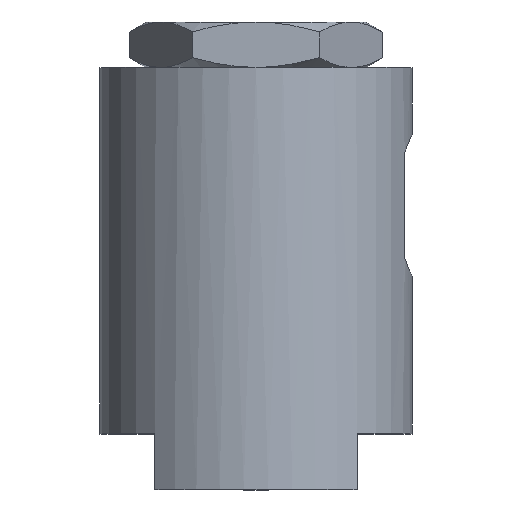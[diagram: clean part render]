
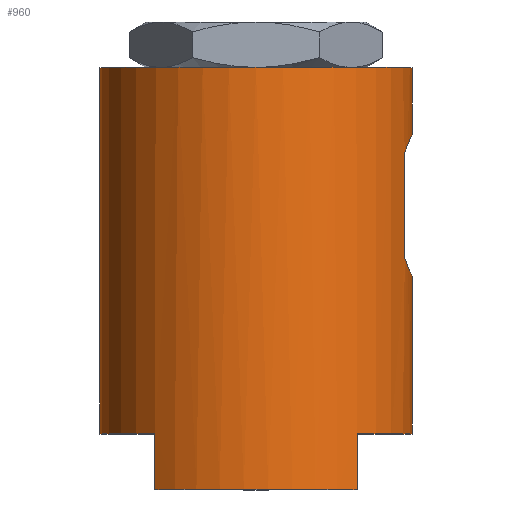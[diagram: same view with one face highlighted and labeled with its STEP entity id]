
A CAD part, top view. The second image highlights one B-rep face of the part: STEP entity #960.
In plain terms, the highlighted cylindrical face has radius 27.051 mm (diameter 54.102 mm), a partial arc.
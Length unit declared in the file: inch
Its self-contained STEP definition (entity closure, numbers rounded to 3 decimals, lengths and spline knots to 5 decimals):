
#125=CARTESIAN_POINT('',(0.,0.,0.));
#126=DIRECTION('',(0.,1.,0.));
#127=DIRECTION('',(-0.648,0.,0.762));
#128=AXIS2_PLACEMENT_3D('',#125,#126,#127);
#140=DIRECTION('',(0.,1.,0.));
#141=VECTOR('',#140,0.38);
#142=CARTESIAN_POINT('',(0.69,0.,0.81125));
#143=LINE('',#142,#141);
#148=CARTESIAN_POINT('',(1.065,1.455,0.));
#149=CARTESIAN_POINT('',(1.065,1.455,0.01486));
#150=CARTESIAN_POINT('',(1.06438,1.45636,0.04341));
#151=CARTESIAN_POINT('',(1.062,1.46161,0.08276));
#152=CARTESIAN_POINT('',(1.05859,1.46921,0.11825));
#153=CARTESIAN_POINT('',(1.05455,1.47838,0.14985));
#154=CARTESIAN_POINT('',(1.05015,1.48851,0.17791));
#155=CARTESIAN_POINT('',(1.04562,1.49914,0.2027));
#156=CARTESIAN_POINT('',(1.04118,1.50979,0.22432));
#157=CARTESIAN_POINT('',(1.03688,1.52029,0.24334));
#158=CARTESIAN_POINT('',(1.03268,1.53079,0.26058));
#159=CARTESIAN_POINT('',(1.02847,1.54152,0.2767));
#160=CARTESIAN_POINT('',(1.02411,1.55291,0.29242));
#161=CARTESIAN_POINT('',(1.0196,1.56499,0.30776));
#162=CARTESIAN_POINT('',(1.01654,1.57343,0.31763));
#163=CARTESIAN_POINT('',(1.015,1.57775,0.32249));
#165=DIRECTION('',(0.,1.,0.));
#166=VECTOR('',#165,2.5);
#167=CARTESIAN_POINT('',(-1.065,0.38,0.));
#168=LINE('',#167,#166);
#169=CARTESIAN_POINT('',(1.015,2.30225,0.32249));
#170=CARTESIAN_POINT('',(1.02055,2.31779,0.30504));
#171=CARTESIAN_POINT('',(1.03125,2.34606,0.26826));
#172=CARTESIAN_POINT('',(1.04539,2.38055,0.20687));
#173=CARTESIAN_POINT('',(1.05636,2.40583,0.14107));
#174=CARTESIAN_POINT('',(1.06338,2.42147,0.07146));
#175=CARTESIAN_POINT('',(1.065,2.425,0.02403));
#176=CARTESIAN_POINT('',(1.065,2.425,0.));
#192=DIRECTION('',(0.,1.,0.));
#193=VECTOR('',#192,0.7245);
#194=CARTESIAN_POINT('',(1.015,1.57775,0.32249));
#195=LINE('',#194,#193);
#394=CARTESIAN_POINT('',(1.065,2.425,0.));
#411=DIRECTION('',(0.,1.,0.));
#412=VECTOR('',#411,0.455);
#413=CARTESIAN_POINT('',(1.065,2.425,0.));
#414=LINE('',#413,#412);
#415=DIRECTION('',(0.,1.,0.));
#416=VECTOR('',#415,1.075);
#417=CARTESIAN_POINT('',(1.065,0.38,0.));
#418=LINE('',#417,#416);
#426=CARTESIAN_POINT('',(1.065,1.455,0.));
#443=CARTESIAN_POINT('',(0.,2.88,0.));
#444=DIRECTION('',(0.,1.,0.));
#445=DIRECTION('',(-1.,0.,0.));
#446=AXIS2_PLACEMENT_3D('',#443,#444,#445);
#757=CARTESIAN_POINT('',(0.,0.38,0.));
#758=DIRECTION('',(0.,1.,0.));
#759=DIRECTION('',(0.648,0.,0.762));
#760=AXIS2_PLACEMENT_3D('',#757,#758,#759);
#762=CARTESIAN_POINT('',(0.,0.38,0.));
#763=DIRECTION('',(0.,1.,0.));
#764=DIRECTION('',(-1.,0.,0.));
#765=AXIS2_PLACEMENT_3D('',#762,#763,#764);
#780=DIRECTION('',(0.,-1.,0.));
#781=VECTOR('',#780,0.38);
#782=CARTESIAN_POINT('',(-0.69,0.38,0.81125));
#783=LINE('',#782,#781);
#784=CARTESIAN_POINT('',(1.065,2.88,0.));
#785=CARTESIAN_POINT('',(-1.065,2.88,0.));
#786=VERTEX_POINT('',#784);
#787=VERTEX_POINT('',#785);
#789=CARTESIAN_POINT('',(0.69,0.,0.81125));
#791=VERTEX_POINT('',#789);
#793=CARTESIAN_POINT('',(-0.69,0.,0.81125));
#795=VERTEX_POINT('',#793);
#796=CARTESIAN_POINT('',(1.065,0.38,0.));
#798=VERTEX_POINT('',#796);
#800=CARTESIAN_POINT('',(-1.065,0.38,0.));
#801=CARTESIAN_POINT('',(-0.69,0.38,0.81125));
#802=VERTEX_POINT('',#800);
#803=VERTEX_POINT('',#801);
#804=CARTESIAN_POINT('',(0.69,0.38,0.81125));
#805=VERTEX_POINT('',#804);
#824=VERTEX_POINT('',#426);
#825=VERTEX_POINT('',#394);
#826=CARTESIAN_POINT('',(1.015,1.57775,0.32249));
#827=CARTESIAN_POINT('',(1.015,2.30225,0.32249));
#828=VERTEX_POINT('',#826);
#829=VERTEX_POINT('',#827);
#931=CARTESIAN_POINT('',(0.,0.,0.));
#932=DIRECTION('',(0.,1.,0.));
#933=DIRECTION('',(1.,0.,0.));
#934=AXIS2_PLACEMENT_3D('',#931,#932,#933);
#935=CYLINDRICAL_SURFACE('',#934,1.065);
#937=ORIENTED_EDGE('',*,*,#936,.F.);
#939=ORIENTED_EDGE('',*,*,#938,.F.);
#941=ORIENTED_EDGE('',*,*,#940,.F.);
#943=ORIENTED_EDGE('',*,*,#942,.F.);
#944=ORIENTED_EDGE('',*,*,#922,.F.);
#945=ORIENTED_EDGE('',*,*,#905,.F.);
#947=ORIENTED_EDGE('',*,*,#946,.F.);
#949=ORIENTED_EDGE('',*,*,#948,.F.);
#951=ORIENTED_EDGE('',*,*,#950,.T.);
#953=ORIENTED_EDGE('',*,*,#952,.T.);
#955=ORIENTED_EDGE('',*,*,#954,.F.);
#957=ORIENTED_EDGE('',*,*,#956,.F.);
#958=EDGE_LOOP('',(#937,#939,#941,#943,#944,#945,#947,#949,#951,#953,#955,
#957));
#959=FACE_OUTER_BOUND('',#958,.F.);
#960=ADVANCED_FACE('',(#959),#935,.T.);
#129=CIRCLE('',#128,1.065);
#164=B_SPLINE_CURVE_WITH_KNOTS('',3,(#148,#149,#150,#151,#152,#153,#154,#155,
#156,#157,#158,#159,#160,#161,#162,#163),.UNSPECIFIED.,.F.,.F.,(4,1,1,1,1,1,1,1,
1,1,1,1,1,4),(0.,0.07692,0.15385,0.23077,
0.30769,0.38462,0.46154,0.53846,
0.61538,0.69231,0.76923,0.84615,
0.92308,1.),.UNSPECIFIED.);
#177=B_SPLINE_CURVE_WITH_KNOTS('',3,(#169,#170,#171,#172,#173,#174,#175,#176),
.UNSPECIFIED.,.F.,.F.,(4,1,1,1,1,4),(0.,0.2,0.4,0.6,0.8,1.),
.UNSPECIFIED.);
#447=CIRCLE('',#446,1.065);
#761=CIRCLE('',#760,1.065);
#766=CIRCLE('',#765,1.065);
#905=EDGE_CURVE('',#795,#791,#129,.T.);
#922=EDGE_CURVE('',#791,#805,#143,.T.);
#936=EDGE_CURVE('',#828,#829,#195,.T.);
#938=EDGE_CURVE('',#824,#828,#164,.T.);
#940=EDGE_CURVE('',#798,#824,#418,.T.);
#942=EDGE_CURVE('',#805,#798,#761,.T.);
#946=EDGE_CURVE('',#803,#795,#783,.T.);
#948=EDGE_CURVE('',#802,#803,#766,.T.);
#950=EDGE_CURVE('',#802,#787,#168,.T.);
#952=EDGE_CURVE('',#787,#786,#447,.T.);
#954=EDGE_CURVE('',#825,#786,#414,.T.);
#956=EDGE_CURVE('',#829,#825,#177,.T.);
